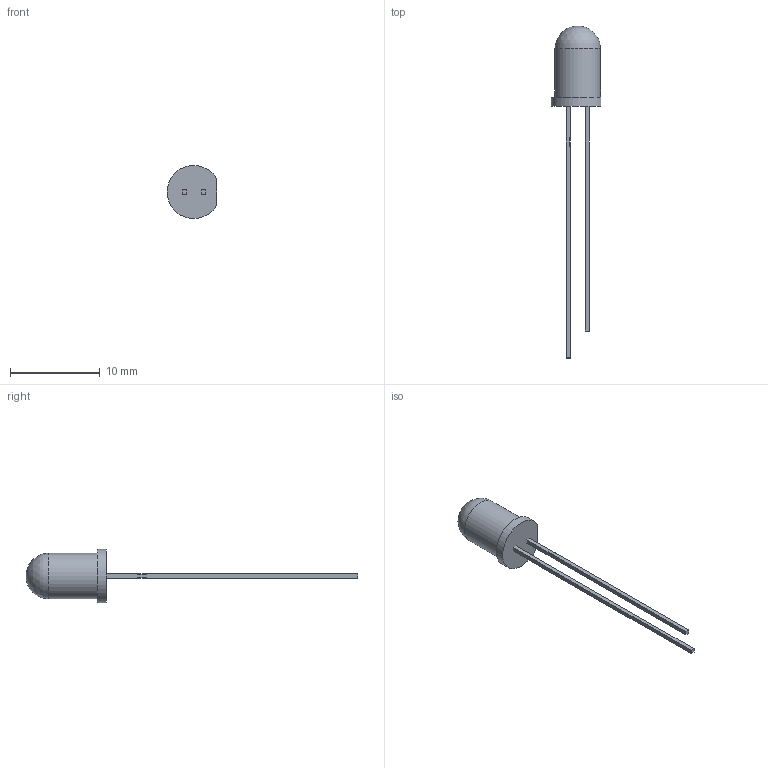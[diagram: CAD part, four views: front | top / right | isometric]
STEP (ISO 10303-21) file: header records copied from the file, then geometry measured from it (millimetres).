
FILE_DESCRIPTION(/* description */ (''),/* implementation_level */ '2;1');
FILE_NAME(/* name */ 'LED, 5mm, red v4.step',/* time_stamp */ '2019-03-01T14:33:14-08:00',/* author */ ('adrianhats'),/* organization */ (''),/* preprocessor_version */ 'ST-DEVELOPER v17.2',/* originating_system */ 'Autodesk Translation Framework v7.6.0.251',/* authorisation */ '');
FILE_SCHEMA (('AUTOMOTIVE_DESIGN { 1 0 10303 214 3 1 1 }'));
Length unit declared in the file: millimetre
Products named in the file (3): LED, 5mm, red; Legs; PlasticHousing
Assembly tree (2 placements, depth 2):
  LED, 5mm, red
    Legs
    PlasticHousing
Bounding box: 5.51 x 36.9 x 5.9 mm (x, y, z)
Volume: 181.3 mm3; surface area: 289.9 mm2
Topology: 3 solids, 3 shells, 53 faces, 133 edges, 89 vertices
Faces by surface type: plane 40, cylinder 10, bspline 3
Full cylindrical faces by diameter (mm): 5.06 x1
Entity records: 1850 total; most frequent: CARTESIAN_POINT 460, ORIENTED_EDGE 266, DIRECTION 263, EDGE_CURVE 133, LINE 105, VECTOR 105, VERTEX_POINT 89, AXIS2_PLACEMENT_3D 79
